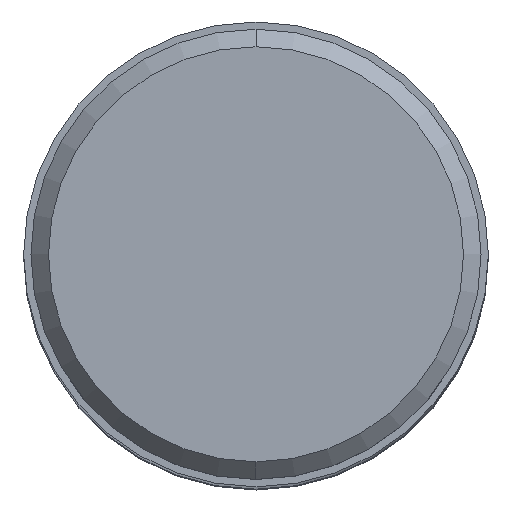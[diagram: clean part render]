
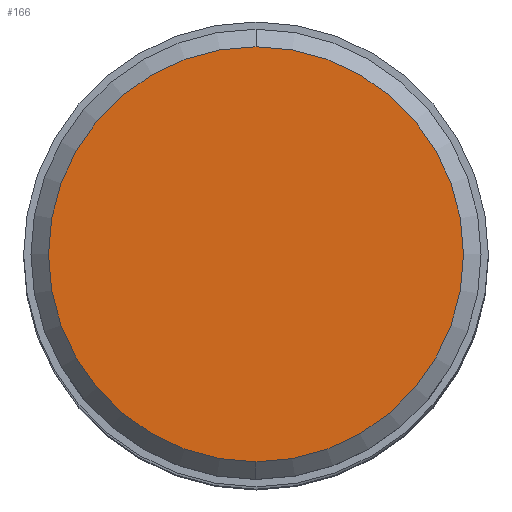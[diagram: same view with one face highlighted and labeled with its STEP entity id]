
A CAD part, top view. The second image highlights one B-rep face of the part: STEP entity #166.
In plain terms, the highlighted planar face has unit normal (0, 0, 1).
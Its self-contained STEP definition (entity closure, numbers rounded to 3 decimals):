
#29=PLANE('',#1161);
#166=ADVANCED_FACE('',(#233),#29,.F.);
#233=FACE_OUTER_BOUND('',#293,.T.);
#293=EDGE_LOOP('',(#506,#507));
#506=ORIENTED_EDGE('',*,*,#731,.T.);
#507=ORIENTED_EDGE('',*,*,#729,.T.);
#613=VERTEX_POINT('',#2886);
#614=VERTEX_POINT('',#2888);
#729=EDGE_CURVE('',#614,#613,#875,.T.);
#731=EDGE_CURVE('',#613,#614,#876,.T.);
#875=CIRCLE('',#1157,14.175);
#876=CIRCLE('',#1159,14.175);
#1157=AXIS2_PLACEMENT_3D('',#2887,#1424,#1425);
#1159=AXIS2_PLACEMENT_3D('',#2891,#1429,#1430);
#1161=AXIS2_PLACEMENT_3D('',#2893,#1433,#1434);
#1424=DIRECTION('',(0.,0.,1.));
#1425=DIRECTION('',(0.,1.,0.));
#1429=DIRECTION('',(0.,0.,1.));
#1430=DIRECTION('',(0.,-1.,0.));
#1433=DIRECTION('',(0.,0.,-1.));
#1434=DIRECTION('',(1.,0.,0.));
#2886=CARTESIAN_POINT('',(0.,-14.175,0.));
#2887=CARTESIAN_POINT('',(0.,0.,0.));
#2888=CARTESIAN_POINT('',(0.,14.175,0.));
#2891=CARTESIAN_POINT('',(0.,0.,0.));
#2893=CARTESIAN_POINT('',(0.,0.,0.));
